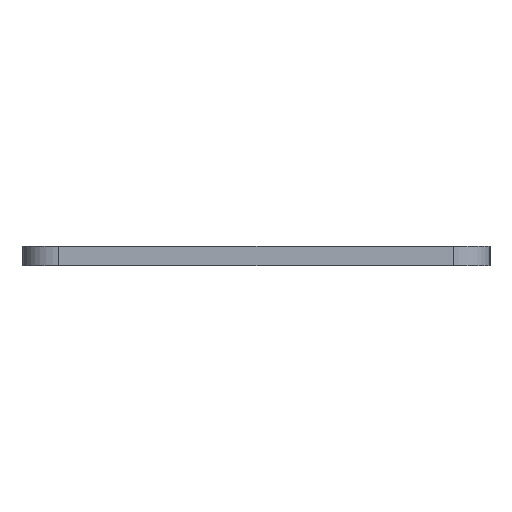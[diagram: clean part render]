
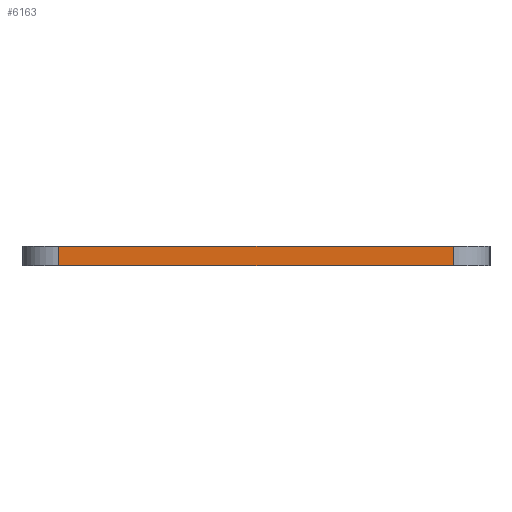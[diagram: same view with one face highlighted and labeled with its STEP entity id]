
A CAD part, left-side view. The second image highlights one B-rep face of the part: STEP entity #6163.
In plain terms, the highlighted planar face has unit normal (-1, 0, 0).
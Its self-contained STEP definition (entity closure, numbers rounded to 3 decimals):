
#83 = PLANE('',#84);
#84 = AXIS2_PLACEMENT_3D('',#85,#86,#87);
#85 = CARTESIAN_POINT('',(139.77,-65.99,1.6));
#86 = DIRECTION('',(-0.,-0.,-1.));
#87 = DIRECTION('',(-1.,0.,0.));
#137 = PLANE('',#138);
#138 = AXIS2_PLACEMENT_3D('',#139,#140,#141);
#139 = CARTESIAN_POINT('',(139.77,-65.99,0.));
#140 = DIRECTION('',(-0.,-0.,-1.));
#141 = DIRECTION('',(-1.,0.,0.));
#350 = VERTEX_POINT('',#351);
#351 = CARTESIAN_POINT('',(64.77,-81.99,0.));
#370 = CYLINDRICAL_SURFACE('',#371,3.);
#371 = AXIS2_PLACEMENT_3D('',#372,#373,#374);
#372 = CARTESIAN_POINT('',(67.77,-81.99,0.));
#373 = DIRECTION('',(-0.,-0.,-1.));
#374 = DIRECTION('',(1.,0.,-0.));
#382 = EDGE_CURVE('',#350,#383,#385,.T.);
#383 = VERTEX_POINT('',#384);
#384 = CARTESIAN_POINT('',(64.77,-49.99,0.));
#385 = SURFACE_CURVE('',#386,(#390,#397),.PCURVE_S1.);
#386 = LINE('',#387,#388);
#387 = CARTESIAN_POINT('',(64.77,-81.99,0.));
#388 = VECTOR('',#389,1.);
#389 = DIRECTION('',(0.,1.,0.));
#390 = PCURVE('',#137,#391);
#391 = DEFINITIONAL_REPRESENTATION('',(#392),#396);
#392 = LINE('',#393,#394);
#393 = CARTESIAN_POINT('',(75.,-16.));
#394 = VECTOR('',#395,1.);
#395 = DIRECTION('',(0.,1.));
#396 = ( GEOMETRIC_REPRESENTATION_CONTEXT(2) 
PARAMETRIC_REPRESENTATION_CONTEXT() REPRESENTATION_CONTEXT('2D SPACE',''
  ) );
#397 = PCURVE('',#398,#403);
#398 = PLANE('',#399);
#399 = AXIS2_PLACEMENT_3D('',#400,#401,#402);
#400 = CARTESIAN_POINT('',(64.77,-81.99,0.));
#401 = DIRECTION('',(-1.,0.,0.));
#402 = DIRECTION('',(0.,1.,0.));
#403 = DEFINITIONAL_REPRESENTATION('',(#404),#408);
#404 = LINE('',#405,#406);
#405 = CARTESIAN_POINT('',(0.,0.));
#406 = VECTOR('',#407,1.);
#407 = DIRECTION('',(1.,0.));
#408 = ( GEOMETRIC_REPRESENTATION_CONTEXT(2) 
PARAMETRIC_REPRESENTATION_CONTEXT() REPRESENTATION_CONTEXT('2D SPACE',''
  ) );
#431 = CYLINDRICAL_SURFACE('',#432,3.);
#432 = AXIS2_PLACEMENT_3D('',#433,#434,#435);
#433 = CARTESIAN_POINT('',(67.77,-49.99,0.));
#434 = DIRECTION('',(-0.,-0.,-1.));
#435 = DIRECTION('',(1.,0.,-0.));
#3440 = VERTEX_POINT('',#3441);
#3441 = CARTESIAN_POINT('',(64.77,-81.99,1.6));
#3467 = EDGE_CURVE('',#3440,#3468,#3470,.T.);
#3468 = VERTEX_POINT('',#3469);
#3469 = CARTESIAN_POINT('',(64.77,-49.99,1.6));
#3470 = SURFACE_CURVE('',#3471,(#3475,#3482),.PCURVE_S1.);
#3471 = LINE('',#3472,#3473);
#3472 = CARTESIAN_POINT('',(64.77,-81.99,1.6));
#3473 = VECTOR('',#3474,1.);
#3474 = DIRECTION('',(0.,1.,0.));
#3475 = PCURVE('',#83,#3476);
#3476 = DEFINITIONAL_REPRESENTATION('',(#3477),#3481);
#3477 = LINE('',#3478,#3479);
#3478 = CARTESIAN_POINT('',(75.,-16.));
#3479 = VECTOR('',#3480,1.);
#3480 = DIRECTION('',(0.,1.));
#3481 = ( GEOMETRIC_REPRESENTATION_CONTEXT(2) 
PARAMETRIC_REPRESENTATION_CONTEXT() REPRESENTATION_CONTEXT('2D SPACE',''
  ) );
#3482 = PCURVE('',#398,#3483);
#3483 = DEFINITIONAL_REPRESENTATION('',(#3484),#3488);
#3484 = LINE('',#3485,#3486);
#3485 = CARTESIAN_POINT('',(0.,-1.6));
#3486 = VECTOR('',#3487,1.);
#3487 = DIRECTION('',(1.,0.));
#3488 = ( GEOMETRIC_REPRESENTATION_CONTEXT(2) 
PARAMETRIC_REPRESENTATION_CONTEXT() REPRESENTATION_CONTEXT('2D SPACE',''
  ) );
#6115 = EDGE_CURVE('',#383,#3468,#6116,.T.);
#6116 = SURFACE_CURVE('',#6117,(#6121,#6128),.PCURVE_S1.);
#6117 = LINE('',#6118,#6119);
#6118 = CARTESIAN_POINT('',(64.77,-49.99,0.));
#6119 = VECTOR('',#6120,1.);
#6120 = DIRECTION('',(0.,0.,1.));
#6121 = PCURVE('',#431,#6122);
#6122 = DEFINITIONAL_REPRESENTATION('',(#6123),#6127);
#6123 = LINE('',#6124,#6125);
#6124 = CARTESIAN_POINT('',(-3.142,0.));
#6125 = VECTOR('',#6126,1.);
#6126 = DIRECTION('',(-0.,-1.));
#6127 = ( GEOMETRIC_REPRESENTATION_CONTEXT(2) 
PARAMETRIC_REPRESENTATION_CONTEXT() REPRESENTATION_CONTEXT('2D SPACE',''
  ) );
#6128 = PCURVE('',#398,#6129);
#6129 = DEFINITIONAL_REPRESENTATION('',(#6130),#6134);
#6130 = LINE('',#6131,#6132);
#6131 = CARTESIAN_POINT('',(32.,0.));
#6132 = VECTOR('',#6133,1.);
#6133 = DIRECTION('',(0.,-1.));
#6134 = ( GEOMETRIC_REPRESENTATION_CONTEXT(2) 
PARAMETRIC_REPRESENTATION_CONTEXT() REPRESENTATION_CONTEXT('2D SPACE',''
  ) );
#6140 = EDGE_CURVE('',#350,#3440,#6141,.T.);
#6141 = SURFACE_CURVE('',#6142,(#6146,#6153),.PCURVE_S1.);
#6142 = LINE('',#6143,#6144);
#6143 = CARTESIAN_POINT('',(64.77,-81.99,0.));
#6144 = VECTOR('',#6145,1.);
#6145 = DIRECTION('',(0.,0.,1.));
#6146 = PCURVE('',#370,#6147);
#6147 = DEFINITIONAL_REPRESENTATION('',(#6148),#6152);
#6148 = LINE('',#6149,#6150);
#6149 = CARTESIAN_POINT('',(-3.142,0.));
#6150 = VECTOR('',#6151,1.);
#6151 = DIRECTION('',(-0.,-1.));
#6152 = ( GEOMETRIC_REPRESENTATION_CONTEXT(2) 
PARAMETRIC_REPRESENTATION_CONTEXT() REPRESENTATION_CONTEXT('2D SPACE',''
  ) );
#6153 = PCURVE('',#398,#6154);
#6154 = DEFINITIONAL_REPRESENTATION('',(#6155),#6159);
#6155 = LINE('',#6156,#6157);
#6156 = CARTESIAN_POINT('',(0.,0.));
#6157 = VECTOR('',#6158,1.);
#6158 = DIRECTION('',(0.,-1.));
#6159 = ( GEOMETRIC_REPRESENTATION_CONTEXT(2) 
PARAMETRIC_REPRESENTATION_CONTEXT() REPRESENTATION_CONTEXT('2D SPACE',''
  ) );
#6163 = ADVANCED_FACE('',(#6164),#398,.T.);
#6164 = FACE_BOUND('',#6165,.T.);
#6165 = EDGE_LOOP('',(#6166,#6167,#6168,#6169));
#6166 = ORIENTED_EDGE('',*,*,#6140,.T.);
#6167 = ORIENTED_EDGE('',*,*,#3467,.T.);
#6168 = ORIENTED_EDGE('',*,*,#6115,.F.);
#6169 = ORIENTED_EDGE('',*,*,#382,.F.);
